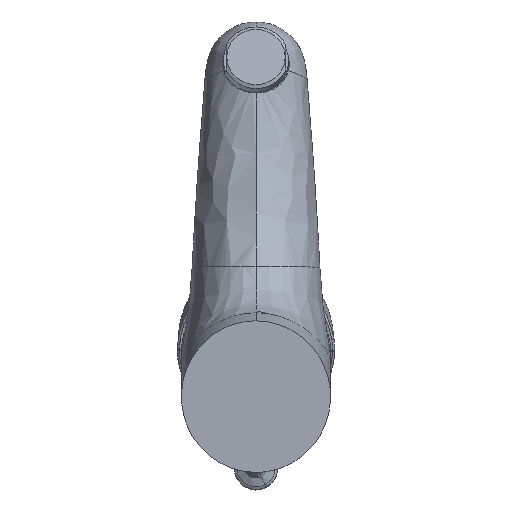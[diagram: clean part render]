
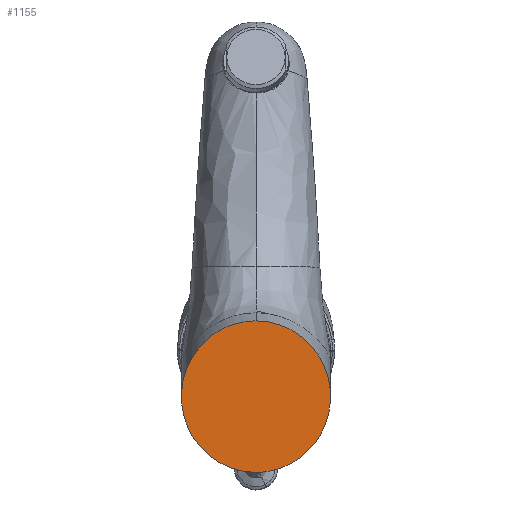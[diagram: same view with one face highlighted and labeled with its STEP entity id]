
A CAD part, front view. The second image highlights one B-rep face of the part: STEP entity #1155.
In plain terms, the highlighted planar face has unit normal (0, -1, 0).
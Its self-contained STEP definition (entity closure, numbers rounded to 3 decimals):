
#1155 = ADVANCED_FACE ( 'NONE', ( #14331 ), #3126, .T. ) ;
#1911 = ORIENTED_EDGE ( 'NONE', *, *, #4809, .F. ) ;
#2808 = VERTEX_POINT ( 'NONE', #12938 ) ;
#3126 = PLANE ( 'NONE',  #10541 ) ;
#3559 = EDGE_LOOP ( 'NONE', ( #8837, #1911 ) ) ;
#4666 =( BOUNDED_CURVE ( )  B_SPLINE_CURVE ( 3, ( #6800, #6834, #6710, #6663 ),
 .UNSPECIFIED., .F., .T. ) 
 B_SPLINE_CURVE_WITH_KNOTS ( ( 4, 4 ),
 ( 3.142, 6.283 ),
 .UNSPECIFIED. ) 
 CURVE ( )  GEOMETRIC_REPRESENTATION_ITEM ( )  RATIONAL_B_SPLINE_CURVE ( ( 1., 0.333, 0.333, 1. ) ) 
 REPRESENTATION_ITEM ( '' )  );
#4809 = EDGE_CURVE ( 'NONE', #7440, #2808, #4666, .T. ) ;
#5176 = EDGE_CURVE ( 'NONE', #2808, #7440, #10046, .T. ) ;
#5497 = CARTESIAN_POINT ( 'NONE',  ( 55., 11.571, 29.965 ) ) ;
#6663 = CARTESIAN_POINT ( 'NONE',  ( 0., 11.571, 29.965 ) ) ;
#6710 = CARTESIAN_POINT ( 'NONE',  ( -55., 11.571, 29.965 ) ) ;
#6800 = CARTESIAN_POINT ( 'NONE',  ( 0., 11.571, -25.884 ) ) ;
#6834 = CARTESIAN_POINT ( 'NONE',  ( -55., 11.571, -25.884 ) ) ;
#7440 = VERTEX_POINT ( 'NONE', #14521 ) ;
#7624 = DIRECTION ( 'NONE',  ( 0., -1., 0. ) ) ;
#8837 = ORIENTED_EDGE ( 'NONE', *, *, #5176, .F. ) ;
#10043 = CARTESIAN_POINT ( 'NONE',  ( 8.758, 11.571, 2.04 ) ) ;
#10046 =( BOUNDED_CURVE ( )  B_SPLINE_CURVE ( 3, ( #11551, #5497, #14207, #13995 ),
 .UNSPECIFIED., .F., .T. ) 
 B_SPLINE_CURVE_WITH_KNOTS ( ( 4, 4 ),
 ( 0., 3.142 ),
 .UNSPECIFIED. ) 
 CURVE ( )  GEOMETRIC_REPRESENTATION_ITEM ( )  RATIONAL_B_SPLINE_CURVE ( ( 1., 0.333, 0.333, 1. ) ) 
 REPRESENTATION_ITEM ( '' )  );
#10541 = AXIS2_PLACEMENT_3D ( 'NONE', #10043, #7624, #12940 ) ;
#11551 = CARTESIAN_POINT ( 'NONE',  ( 0., 11.571, 29.965 ) ) ;
#12938 = CARTESIAN_POINT ( 'NONE',  ( 0., 11.571, 29.965 ) ) ;
#12940 = DIRECTION ( 'NONE',  ( -1., 0., 0. ) ) ;
#13995 = CARTESIAN_POINT ( 'NONE',  ( 0., 11.571, -25.884 ) ) ;
#14207 = CARTESIAN_POINT ( 'NONE',  ( 55., 11.571, -25.884 ) ) ;
#14331 = FACE_OUTER_BOUND ( 'NONE', #3559, .T. ) ;
#14521 = CARTESIAN_POINT ( 'NONE',  ( 0., 11.571, -25.884 ) ) ;
